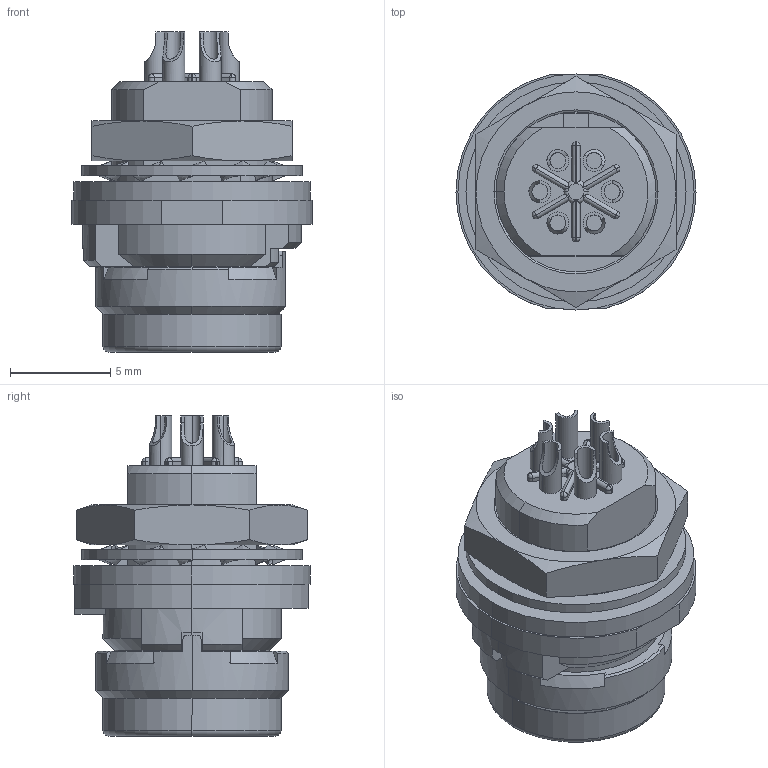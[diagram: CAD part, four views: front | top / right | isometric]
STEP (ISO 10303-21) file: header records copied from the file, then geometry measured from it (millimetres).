
FILE_DESCRIPTION(('OneSpaceDesigner STEP Export'),'2;1');
FILE_NAME('HR30-6R-6P.stp','2007-12-12T20:21:33',(''),(''),'OneSpace Designer STEP processor for AP214 (Solid Model)','OneSpace Modeling 15.00A 14-Mar-2007 (C) CoCreate Software GmbH','');
FILE_SCHEMA(('AUTOMOTIVE_DESIGN { 1 0 10303 214 1 1 1 1 }'));
Length unit declared in the file: millimetre
Products named in the file (5): gD[XbV[; HR30-6R-6P; WATERPROOF-PACKING; Zpibg
Assembly tree (4 placements, depth 2):
  HR30-6R-6P
    Zpibg
    WATERPROOF-PACKING
    HR30-6R-6P
    gD[XbV[
Bounding box: 12 x 11.8 x 16 mm (x, y, z)
Volume: 804.3 mm3; surface area: 1483.8 mm2
Topology: 4 solids, 4 shells, 417 faces, 1056 edges, 653 vertices
Faces by surface type: cylinder 163, plane 128, cone 55, bspline 48, sphere 13, torus 10
Entity records: 20238 total; most frequent: CARTESIAN_POINT 10950, ORIENTED_EDGE 2086, DIRECTION 1717, EDGE_CURVE 1043, VERTEX_POINT 653, AXIS2_PLACEMENT_3D 608, VECTOR 501, LINE 501
